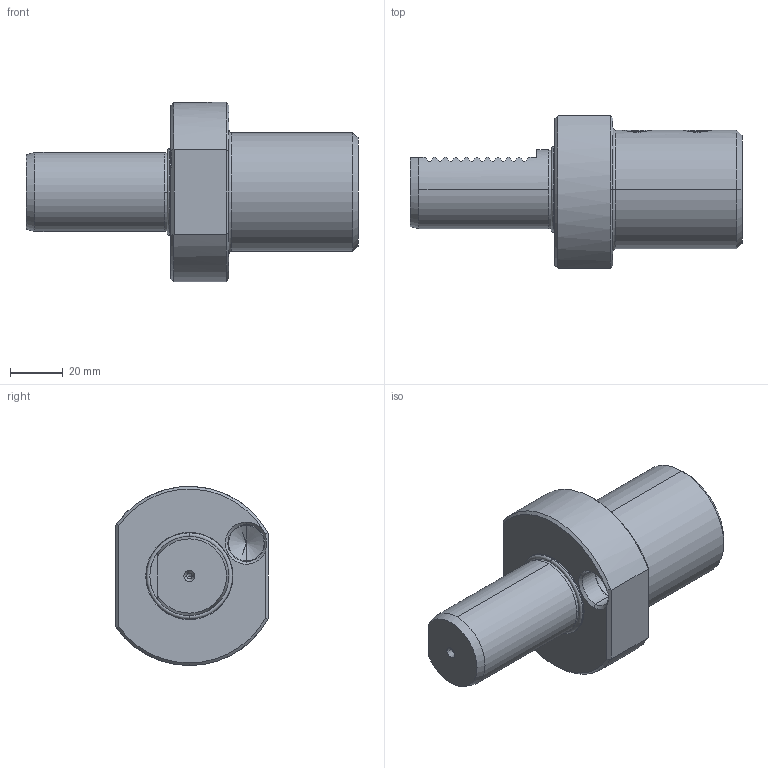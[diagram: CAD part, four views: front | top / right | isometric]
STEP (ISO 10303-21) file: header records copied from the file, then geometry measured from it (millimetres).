
FILE_DESCRIPTION (( 'STEP AP203' ), '1' );
FILE_NAME ('309.51.25.STEP', '2016-11-26T06:26:49', ( '' ), ( '' ), 'SwSTEP 2.0', 'SolidWorks 2012', '' );
FILE_SCHEMA (( 'CONFIG_CONTROL_DESIGN' ));
Length unit declared in the file: millimetre
Products named in the file (6): O型環; 309.51.25; 管螺文螺絲; M12xP1x12L; M12xP1x14L; VDI30       E1_25
Assembly tree (5 placements, depth 2):
  309.51.25
    VDI30       E1_25
    M12xP1x12L
    M12xP1x14L
    O型環
    管螺文螺絲
Bounding box: 126 x 58 x 68 mm (x, y, z)
Volume: 154411.4 mm3; surface area: 33456.5 mm2
Topology: 5 solids, 5 shells, 325 faces, 882 edges, 570 vertices
Faces by surface type: cylinder 123, plane 76, cone 74, bspline 38, torus 14
Entity records: 53120 total; most frequent: CARTESIAN_POINT 45476, ORIENTED_EDGE 1752, DIRECTION 1145, EDGE_CURVE 876, VERTEX_POINT 570, AXIS2_PLACEMENT_3D 422, EDGE_LOOP 344, FACE_OUTER_BOUND 325
